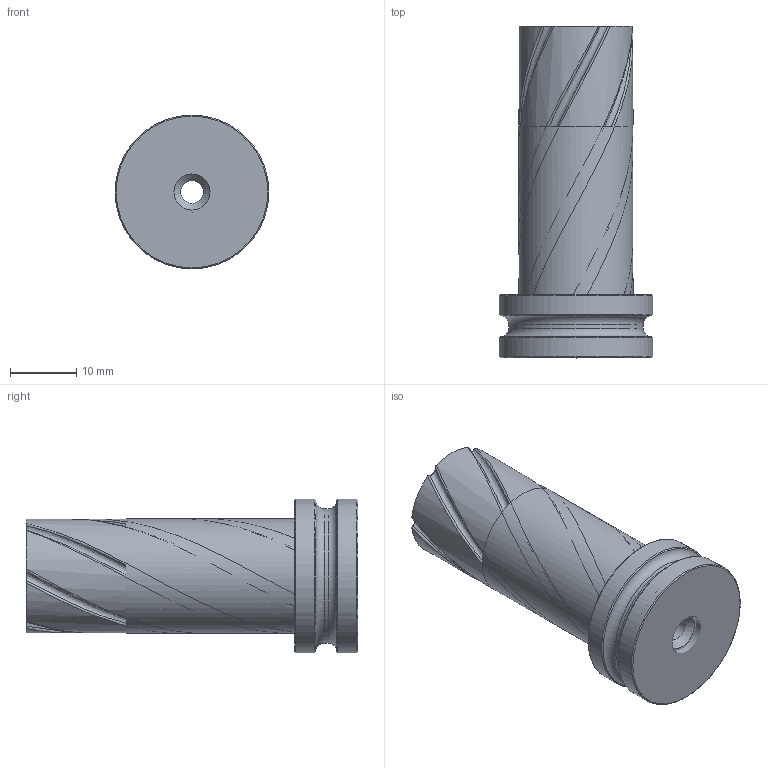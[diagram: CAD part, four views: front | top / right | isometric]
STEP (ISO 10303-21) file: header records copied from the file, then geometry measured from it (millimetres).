
FILE_DESCRIPTION(/* description */ ('STEP AP242','CAx-IF Rec.Pracs.---Representation and Presentation of Product Manufacturing Information (PMI)---4.0---2014-10-13','CAx-IF Rec.Pracs.---3D Tessellated Geometry---0.4---2014-09-14','2;1'),/* implementation_level */ '2;1');
FILE_NAME(/* name */ 'PLUNGER_LOW_POWER[2.0] - 2.0 PLUNGER High power v10 (1) Copy 1',/* time_stamp */ '2024-03-13T09:08:30Z',/* author */ (''),/* organization */ (''),/* preprocessor_version */ 'ST-DEVELOPER v19.4',/* originating_system */ ' ',/* authorisation */ ' ');
FILE_SCHEMA (('AP242_MANAGED_MODEL_BASED_3D_ENGINEERING_MIM_LF { 1 0 10303 442 1 1 4 }'));
Length unit declared in the file: metre
Products named in the file (3): Curve 1; Part 2; Part 1
Bounding box: 23.2 x 50 x 23.2 mm (x, y, z)
Volume: 10469.3 mm3; surface area: 9415.7 mm2
Topology: 1 solids, 2 shells, 48 faces, 119 edges, 76 vertices
Faces by surface type: bspline 20, cylinder 13, cone 7, plane 5, torus 2, other 1
Full cylindrical faces by diameter (mm): 3.429 x1, 20.2 x1, 22.86 x1, 23.2 x2
Entity records: 3589 total; most frequent: CARTESIAN_POINT 2603, ORIENTED_EDGE 202, DIRECTION 150, EDGE_CURVE 101, AXIS2_PLACEMENT_3D 75, VERTEX_POINT 71, EDGE_LOOP 64, FACE_BOUND 64
